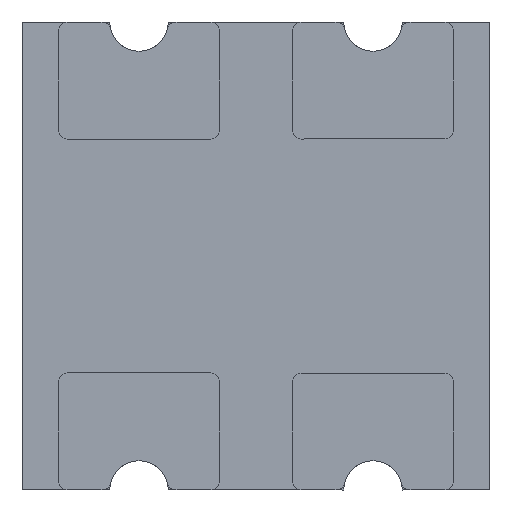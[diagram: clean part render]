
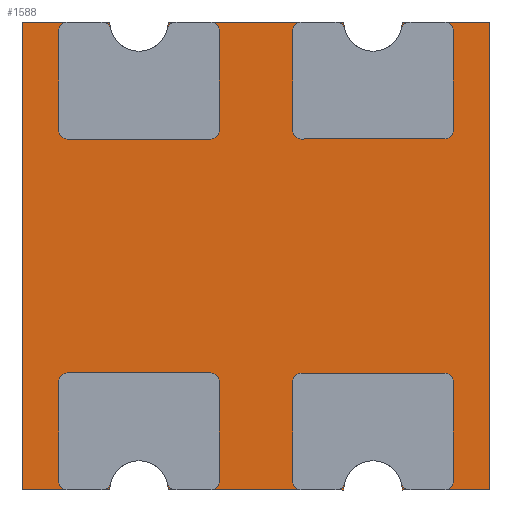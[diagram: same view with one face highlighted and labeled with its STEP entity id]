
A CAD part, front view. The second image highlights one B-rep face of the part: STEP entity #1588.
In plain terms, the highlighted planar face has unit normal (0, -1, 0).
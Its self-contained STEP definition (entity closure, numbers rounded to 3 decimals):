
#42=PLANE('',#1703);
#108=FACE_OUTER_BOUND('',#202,.T.);
#202=EDGE_LOOP('',(#1163,#1164,#1165,#1166,#1167,#1168,#1169,#1170,#1171,
#1172,#1173,#1174));
#285=LINE('',#2350,#451);
#298=LINE('',#2384,#464);
#301=LINE('',#2392,#467);
#304=LINE('',#2400,#470);
#308=LINE('',#2407,#474);
#309=LINE('',#2410,#475);
#313=LINE('',#2422,#479);
#317=LINE('',#2433,#483);
#451=VECTOR('',#1854,10.);
#464=VECTOR('',#1885,10.);
#467=VECTOR('',#1894,10.);
#470=VECTOR('',#1903,10.);
#474=VECTOR('',#1909,10.);
#475=VECTOR('',#1912,10.);
#479=VECTOR('',#1924,10.);
#483=VECTOR('',#1936,10.);
#615=CIRCLE('',#1687,0.1);
#616=CIRCLE('',#1690,0.1);
#617=CIRCLE('',#1695,0.1);
#619=CIRCLE('',#1699,0.1);
#685=VERTEX_POINT('',#2347);
#686=VERTEX_POINT('',#2349);
#698=VERTEX_POINT('',#2383);
#699=VERTEX_POINT('',#2387);
#700=VERTEX_POINT('',#2391);
#701=VERTEX_POINT('',#2395);
#702=VERTEX_POINT('',#2399);
#704=VERTEX_POINT('',#2405);
#705=VERTEX_POINT('',#2409);
#707=VERTEX_POINT('',#2415);
#709=VERTEX_POINT('',#2421);
#711=VERTEX_POINT('',#2427);
#843=EDGE_CURVE('',#686,#685,#285,.T.);
#860=EDGE_CURVE('',#685,#698,#298,.T.);
#862=EDGE_CURVE('',#698,#699,#615,.T.);
#864=EDGE_CURVE('',#699,#700,#301,.T.);
#866=EDGE_CURVE('',#700,#701,#616,.T.);
#868=EDGE_CURVE('',#701,#702,#304,.T.);
#872=EDGE_CURVE('',#702,#704,#308,.T.);
#873=EDGE_CURVE('',#704,#705,#309,.T.);
#876=EDGE_CURVE('',#705,#707,#617,.T.);
#879=EDGE_CURVE('',#707,#709,#313,.T.);
#882=EDGE_CURVE('',#709,#711,#619,.T.);
#885=EDGE_CURVE('',#711,#686,#317,.T.);
#1163=ORIENTED_EDGE('',*,*,#885,.T.);
#1164=ORIENTED_EDGE('',*,*,#843,.T.);
#1165=ORIENTED_EDGE('',*,*,#860,.T.);
#1166=ORIENTED_EDGE('',*,*,#862,.T.);
#1167=ORIENTED_EDGE('',*,*,#864,.T.);
#1168=ORIENTED_EDGE('',*,*,#866,.T.);
#1169=ORIENTED_EDGE('',*,*,#868,.T.);
#1170=ORIENTED_EDGE('',*,*,#872,.T.);
#1171=ORIENTED_EDGE('',*,*,#873,.T.);
#1172=ORIENTED_EDGE('',*,*,#876,.T.);
#1173=ORIENTED_EDGE('',*,*,#879,.T.);
#1174=ORIENTED_EDGE('',*,*,#882,.T.);
#1588=ADVANCED_FACE('',(#108),#42,.F.);
#1687=AXIS2_PLACEMENT_3D('',#2388,#1889,#1890);
#1690=AXIS2_PLACEMENT_3D('',#2396,#1898,#1899);
#1695=AXIS2_PLACEMENT_3D('',#2416,#1917,#1918);
#1699=AXIS2_PLACEMENT_3D('',#2428,#1929,#1930);
#1703=AXIS2_PLACEMENT_3D('',#2436,#1940,#1941);
#1854=DIRECTION('',(0.,0.,1.));
#1885=DIRECTION('',(-1.,0.,0.));
#1889=DIRECTION('center_axis',(0.,1.,0.));
#1890=DIRECTION('ref_axis',(1.,0.,0.));
#1894=DIRECTION('',(-1.,0.,0.));
#1898=DIRECTION('center_axis',(0.,1.,0.));
#1899=DIRECTION('ref_axis',(1.,0.,0.));
#1903=DIRECTION('',(-1.,0.,0.));
#1909=DIRECTION('',(0.,0.,-1.));
#1912=DIRECTION('',(1.,0.,0.));
#1917=DIRECTION('center_axis',(0.,1.,0.));
#1918=DIRECTION('ref_axis',(1.,0.,0.));
#1924=DIRECTION('',(1.,0.,0.));
#1929=DIRECTION('center_axis',(0.,1.,0.));
#1930=DIRECTION('ref_axis',(1.,0.,0.));
#1936=DIRECTION('',(1.,0.,0.));
#1940=DIRECTION('center_axis',(0.,1.,0.));
#1941=DIRECTION('ref_axis',(1.,0.,0.));
#2347=CARTESIAN_POINT('',(0.8,0.,0.8));
#2349=CARTESIAN_POINT('',(0.8,0.,-0.8));
#2350=CARTESIAN_POINT('',(0.8,0.,-0.8));
#2383=CARTESIAN_POINT('',(0.5,0.,0.8));
#2384=CARTESIAN_POINT('',(0.8,0.,0.8));
#2387=CARTESIAN_POINT('',(0.3,0.,0.8));
#2388=CARTESIAN_POINT('Origin',(0.4,0.,0.8));
#2391=CARTESIAN_POINT('',(-0.3,0.,0.8));
#2392=CARTESIAN_POINT('',(0.8,0.,0.8));
#2395=CARTESIAN_POINT('',(-0.5,0.,0.8));
#2396=CARTESIAN_POINT('Origin',(-0.4,0.,0.8));
#2399=CARTESIAN_POINT('',(-0.8,0.,0.8));
#2400=CARTESIAN_POINT('',(0.8,0.,0.8));
#2405=CARTESIAN_POINT('',(-0.8,0.,-0.8));
#2407=CARTESIAN_POINT('',(-0.8,0.,0.8));
#2409=CARTESIAN_POINT('',(-0.5,0.,-0.8));
#2410=CARTESIAN_POINT('',(-0.675,0.,-0.8));
#2415=CARTESIAN_POINT('',(-0.3,0.,-0.8));
#2416=CARTESIAN_POINT('Origin',(-0.4,0.,-0.8));
#2421=CARTESIAN_POINT('',(0.3,0.,-0.8));
#2422=CARTESIAN_POINT('',(-0.675,0.,-0.8));
#2427=CARTESIAN_POINT('',(0.5,0.,-0.8));
#2428=CARTESIAN_POINT('Origin',(0.4,0.,-0.8));
#2433=CARTESIAN_POINT('',(-0.8,0.,-0.8));
#2436=CARTESIAN_POINT('Origin',(0.4,0.,0.65));
